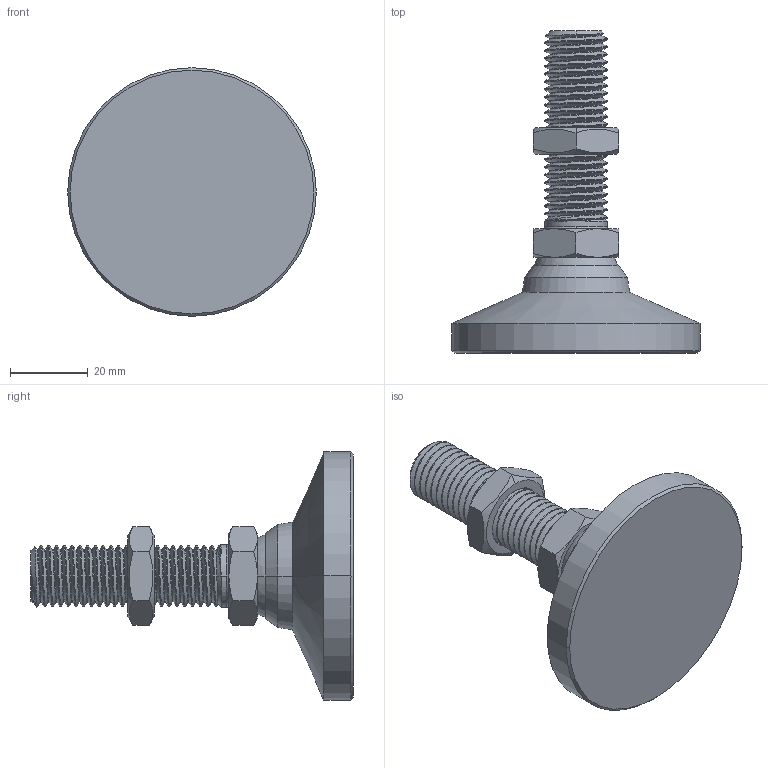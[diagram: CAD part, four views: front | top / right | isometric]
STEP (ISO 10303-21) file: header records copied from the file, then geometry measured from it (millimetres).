
FILE_DESCRIPTION (( 'STEP AP214' ), '1' );
FILE_NAME ('M16 Stem Mt Leveling Foot (2700 kg) (00DLF-3600-002-00).STEP', '2025-11-12T19:20:27', ( '' ), ( '' ), 'SwSTEP 2.0', 'SolidWorks 2020', '' );
FILE_SCHEMA (( 'AUTOMOTIVE_DESIGN' ));
Length unit declared in the file: millimetre
Products named in the file (1): M16 Stem Mt Leveling Foot (2700 kg) (00DLF-3600-002-00)
Bounding box: 64 x 83 x 64 mm (x, y, z)
Volume: 55904.4 mm3; surface area: 16530 mm2
Topology: 3 solids, 3 shells, 114 faces, 296 edges, 187 vertices
Faces by surface type: cylinder 53, cone 33, plane 19, sphere 4, bspline 3, torus 2
Entity records: 8632 total; most frequent: CARTESIAN_POINT 6179, ORIENTED_EDGE 572, DIRECTION 423, EDGE_CURVE 286, VERTEX_POINT 181, AXIS2_PLACEMENT_3D 169, EDGE_LOOP 119, ADVANCED_FACE 114
